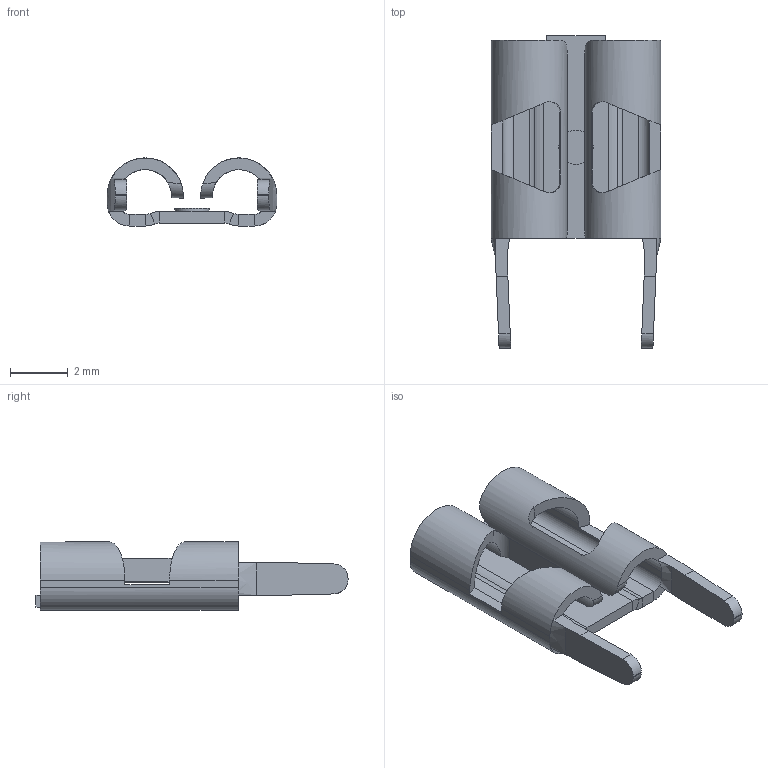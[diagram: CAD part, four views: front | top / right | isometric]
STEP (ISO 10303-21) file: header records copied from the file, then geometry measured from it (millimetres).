
FILE_DESCRIPTION (( 'STEP AP214' ), '1' );
FILE_NAME ('3548.STEP', '2019-05-01T13:28:55', ( '' ), ( '' ), 'SwSTEP 2.0', 'SolidWorks 2013', '' );
FILE_SCHEMA (( 'AUTOMOTIVE_DESIGN' ));
Length unit declared in the file: inch
Products named in the file (1): 3548
Bounding box: 5.89 x 10.82 x 2.36 mm (x, y, z)
Volume: 35.2 mm3; surface area: 208.5 mm2
Topology: 1 solids, 1 shells, 112 faces, 302 edges, 191 vertices
Faces by surface type: plane 76, cylinder 32, bspline 4
Full cylindrical faces by diameter (mm): 1.194 x1, 1.27 x1
Entity records: 3758 total; most frequent: CARTESIAN_POINT 1029, ORIENTED_EDGE 598, DIRECTION 504, EDGE_CURVE 299, LINE 210, VECTOR 210, VERTEX_POINT 190, AXIS2_PLACEMENT_3D 147
